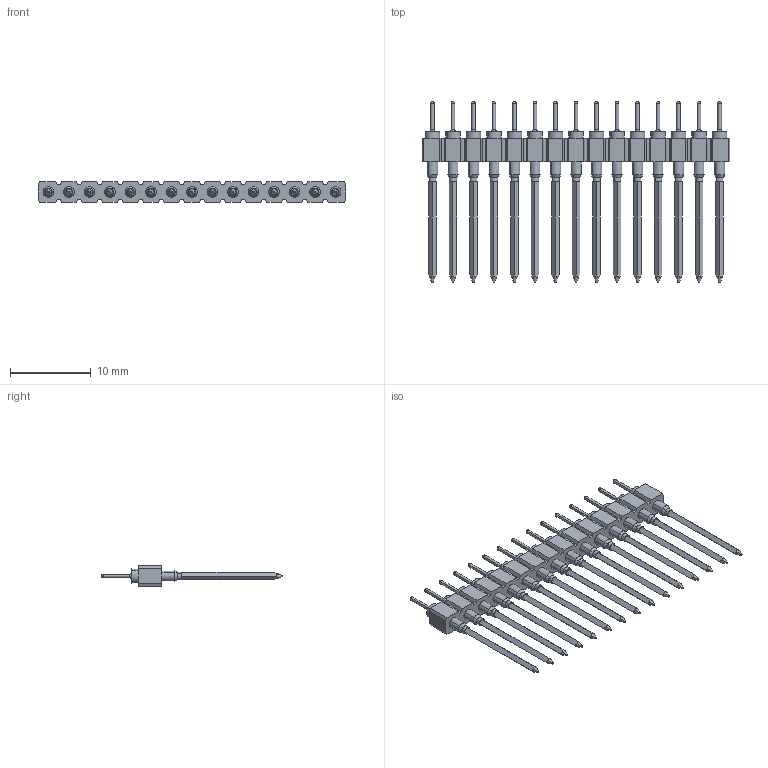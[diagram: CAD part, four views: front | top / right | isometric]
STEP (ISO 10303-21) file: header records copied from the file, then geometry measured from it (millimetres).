
FILE_DESCRIPTION(('STEP AP214'),'1');
FILE_NAME('pcb_connector_353-10-115-00-001101.stp','2015-03-03T12:12:22',('TraceParts'),('TraceParts S.A.'),'XStep 1.0',' ',' ');
FILE_SCHEMA(('automotive_design'));
Length unit declared in the file: millimetre
Products named in the file (1): 1
Bounding box: 38.1 x 22.36 x 2.54 mm (x, y, z)
Volume: 422.1 mm3; surface area: 1194.7 mm2
Topology: 1 solids, 1 shells, 482 faces, 1230 edges, 810 vertices
Faces by surface type: plane 242, cylinder 120, torus 60, cone 60
Entity records: 28676 total; most frequent: CARTESIAN_POINT 2703, DIRECTION 2586, STYLED_ITEM 2522, PRESENTATION_STYLE_ASSIGNMENT 2522, COLOUR_RGB 2522, ORIENTED_EDGE 2460, EDGE_CURVE 1230, CURVE_STYLE 1230
